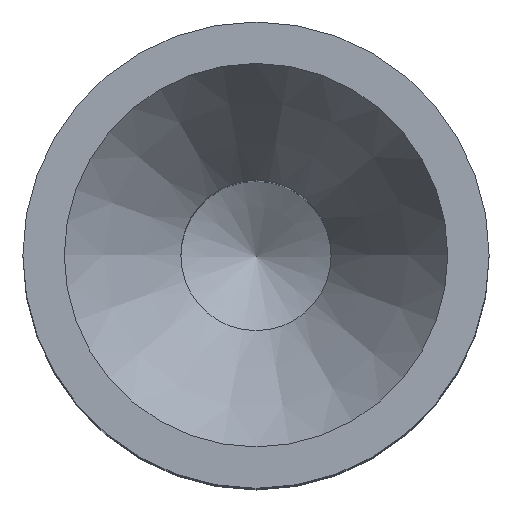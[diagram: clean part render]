
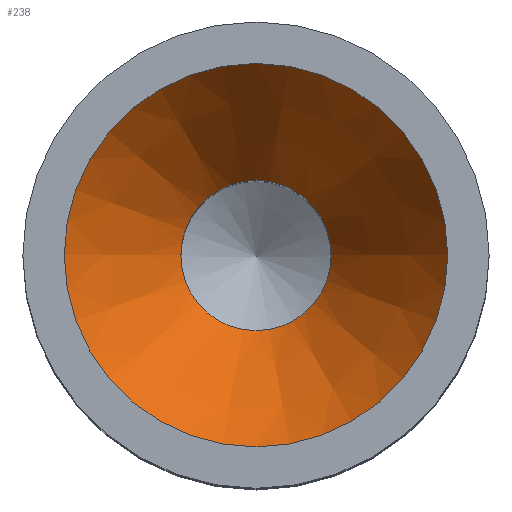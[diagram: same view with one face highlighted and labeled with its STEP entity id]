
A CAD part, top view. The second image highlights one B-rep face of the part: STEP entity #238.
In plain terms, the highlighted conical face has half-angle 33.963 degrees and reference radius 1.288 mm.
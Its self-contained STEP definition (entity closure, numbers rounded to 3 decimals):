
#29=CONICAL_SURFACE('',#286,1.288,0.593);
#40=LINE('',#492,#53);
#53=VECTOR('',#350,1.288);
#74=FACE_OUTER_BOUND('',#90,.T.);
#90=EDGE_LOOP('',(#210,#211,#212,#213));
#103=CIRCLE('',#285,1.85);
#104=CIRCLE('',#287,0.725);
#123=VERTEX_POINT('',#487);
#124=VERTEX_POINT('',#490);
#153=EDGE_CURVE('',#123,#123,#103,.T.);
#154=EDGE_CURVE('',#124,#124,#104,.T.);
#155=EDGE_CURVE('',#124,#123,#40,.T.);
#210=ORIENTED_EDGE('',*,*,#154,.T.);
#211=ORIENTED_EDGE('',*,*,#155,.T.);
#212=ORIENTED_EDGE('',*,*,#153,.T.);
#213=ORIENTED_EDGE('',*,*,#155,.F.);
#238=ADVANCED_FACE('',(#74),#29,.F.);
#285=AXIS2_PLACEMENT_3D('',#488,#344,#345);
#286=AXIS2_PLACEMENT_3D('',#489,#346,#347);
#287=AXIS2_PLACEMENT_3D('',#491,#348,#349);
#344=DIRECTION('center_axis',(0.,0.,1.));
#345=DIRECTION('ref_axis',(-1.,0.,0.));
#346=DIRECTION('center_axis',(0.,0.,1.));
#347=DIRECTION('ref_axis',(-1.,0.,0.));
#348=DIRECTION('center_axis',(0.,0.,-1.));
#349=DIRECTION('ref_axis',(-1.,0.,0.));
#350=DIRECTION('',(0.559,0.,0.829));
#487=CARTESIAN_POINT('',(1.85,0.,12.498));
#488=CARTESIAN_POINT('Origin',(0.,0.,12.498));
#489=CARTESIAN_POINT('Origin',(0.,0.,11.663));
#490=CARTESIAN_POINT('',(0.725,0.,10.828));
#491=CARTESIAN_POINT('Origin',(0.,0.,10.828));
#492=CARTESIAN_POINT('',(1.288,0.,11.663));
